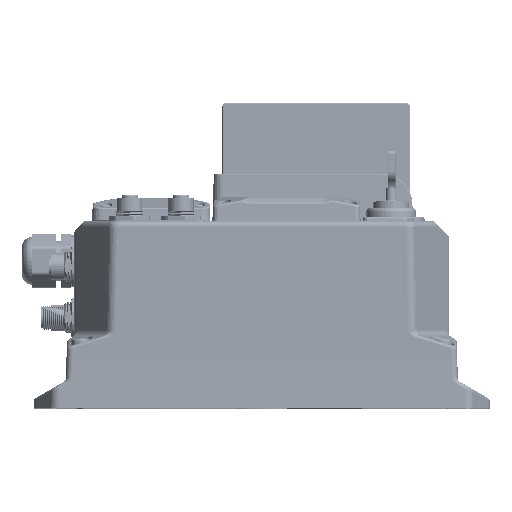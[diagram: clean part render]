
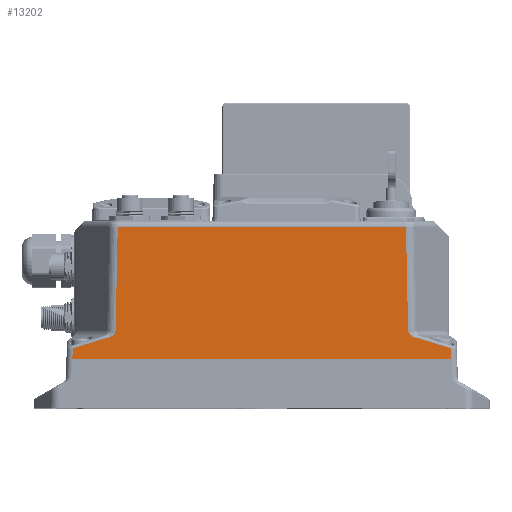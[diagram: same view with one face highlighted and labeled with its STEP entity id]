
A CAD part, top view. The second image highlights one B-rep face of the part: STEP entity #13202.
In plain terms, the highlighted planar face has unit normal (0, 0, 1).
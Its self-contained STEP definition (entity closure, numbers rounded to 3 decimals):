
#893=CARTESIAN_POINT('',(25.924,14.551,-699.996));
#894=CARTESIAN_POINT('',(25.932,14.319,-699.996));
#895=CARTESIAN_POINT('',(25.847,13.819,-699.996));
#896=CARTESIAN_POINT('',(25.463,12.936,-699.996));
#897=CARTESIAN_POINT('',(24.687,12.005,-699.996));
#898=CARTESIAN_POINT('',(23.556,11.224,-699.996));
#899=CARTESIAN_POINT('',(22.362,10.824,-699.996));
#900=CARTESIAN_POINT('',(21.335,10.651,-699.996));
#901=CARTESIAN_POINT('',(20.758,10.515,-699.996));
#902=CARTESIAN_POINT('',(20.497,10.456,-699.996));
#904=CARTESIAN_POINT('',(20.497,10.456,-699.996));
#917=CARTESIAN_POINT('',(26.992,67.,-699.996));
#934=DIRECTION('',(-1.,0.,0.));
#935=VECTOR('',#934,146.016);
#936=CARTESIAN_POINT('',(173.008,67.,-699.996));
#937=LINE('',#936,#935);
#1470=DIRECTION('',(0.02,-1.,0.));
#1471=VECTOR('',#1470,52.46);
#1472=CARTESIAN_POINT('',(173.008,67.,-699.996));
#1473=LINE('',#1472,#1471);
#1474=CARTESIAN_POINT('',(174.076,14.551,-699.996));
#1475=CARTESIAN_POINT('',(174.054,14.421,-699.996));
#1476=CARTESIAN_POINT('',(174.085,14.097,-699.996));
#1477=CARTESIAN_POINT('',(174.31,13.404,-699.996));
#1478=CARTESIAN_POINT('',(174.849,12.541,-699.996));
#1479=CARTESIAN_POINT('',(175.405,11.957,-699.996));
#1480=CARTESIAN_POINT('',(176.185,11.407,-699.996));
#1481=CARTESIAN_POINT('',(177.145,10.943,-699.996));
#1482=CARTESIAN_POINT('',(178.46,10.681,-699.996));
#1483=CARTESIAN_POINT('',(179.158,10.525,-699.996));
#1484=CARTESIAN_POINT('',(179.497,10.462,-699.996));
#1486=DIRECTION('',(0.955,-0.298,0.));
#1487=VECTOR('',#1486,17.088);
#1488=CARTESIAN_POINT('',(179.497,10.462,-699.996));
#1489=LINE('',#1488,#1487);
#1490=DIRECTION('',(0.035,-0.999,0.));
#1491=VECTOR('',#1490,5.378);
#1492=CARTESIAN_POINT('',(195.81,5.374,-699.996));
#1493=LINE('',#1492,#1491);
#1494=DIRECTION('',(-1.,0.,0.));
#1495=VECTOR('',#1494,191.996);
#1496=CARTESIAN_POINT('',(195.998,0.,
-699.996));
#1497=LINE('',#1496,#1495);
#1498=DIRECTION('',(0.035,0.999,0.));
#1499=VECTOR('',#1498,5.378);
#1500=CARTESIAN_POINT('',(4.002,0.,
-699.996));
#1501=LINE('',#1500,#1499);
#1502=DIRECTION('',(0.955,0.297,0.));
#1503=VECTOR('',#1502,17.081);
#1504=CARTESIAN_POINT('',(4.19,5.374,-699.996));
#1505=LINE('',#1504,#1503);
#1506=DIRECTION('',(0.02,1.,0.));
#1507=VECTOR('',#1506,52.46);
#1508=CARTESIAN_POINT('',(25.924,14.551,-699.996));
#1509=LINE('',#1508,#1507);
#1674=CARTESIAN_POINT('',(4.002,0.,
-699.996));
#2349=CARTESIAN_POINT('',(195.81,5.374,-699.996));
#8522=VERTEX_POINT('',#904);
#8524=CARTESIAN_POINT('',(4.19,5.374,-699.996));
#8525=VERTEX_POINT('',#8524);
#8529=CARTESIAN_POINT('',(25.924,14.551,-699.996));
#8531=VERTEX_POINT('',#8529);
#8534=VERTEX_POINT('',#917);
#8565=VERTEX_POINT('',#1674);
#8566=CARTESIAN_POINT('',(195.998,0.,
-699.996));
#8567=VERTEX_POINT('',#8566);
#10098=VERTEX_POINT('',#2349);
#10099=CARTESIAN_POINT('',(173.008,67.,
-699.996));
#10100=CARTESIAN_POINT('',(174.076,14.551,
-699.996));
#10101=VERTEX_POINT('',#10099);
#10102=VERTEX_POINT('',#10100);
#10103=VERTEX_POINT('',#1484);
#13179=CARTESIAN_POINT('',(200.,0.,-699.996));
#13180=DIRECTION('',(0.,0.,1.));
#13181=DIRECTION('',(-1.,0.,0.));
#13182=AXIS2_PLACEMENT_3D('',#13179,#13180,#13181);
#13183=PLANE('',#13182);
#13185=ORIENTED_EDGE('',*,*,#13184,.T.);
#13187=ORIENTED_EDGE('',*,*,#13186,.T.);
#13189=ORIENTED_EDGE('',*,*,#13188,.T.);
#13191=ORIENTED_EDGE('',*,*,#13190,.T.);
#13193=ORIENTED_EDGE('',*,*,#13192,.T.);
#13195=ORIENTED_EDGE('',*,*,#13194,.T.);
#13196=ORIENTED_EDGE('',*,*,#13164,.T.);
#13197=ORIENTED_EDGE('',*,*,#11871,.F.);
#13198=ORIENTED_EDGE('',*,*,#11895,.T.);
#13199=ORIENTED_EDGE('',*,*,#11948,.F.);
#13200=EDGE_LOOP('',(#13185,#13187,#13189,#13191,#13193,#13195,#13196,#13197,
#13198,#13199));
#13201=FACE_OUTER_BOUND('',#13200,.F.);
#903=B_SPLINE_CURVE_WITH_KNOTS('',3,(#893,#894,#895,#896,#897,#898,#899,#900,
#901,#902),.UNSPECIFIED.,.F.,.F.,(4,1,1,1,1,1,1,4),(0.,0.143,
0.286,0.429,0.571,0.714,
0.857,1.),.UNSPECIFIED.);
#1485=B_SPLINE_CURVE_WITH_KNOTS('',3,(#1474,#1475,#1476,#1477,#1478,#1479,#1480,
#1481,#1482,#1483,#1484),.UNSPECIFIED.,.F.,.F.,(4,1,1,1,1,1,1,1,4),(0.,
0.125,0.25,0.375,0.5,0.625,0.75,0.875,1.),.UNSPECIFIED.);
#11871=EDGE_CURVE('',#8531,#8522,#903,.T.);
#11895=EDGE_CURVE('',#8531,#8534,#1509,.T.);
#11948=EDGE_CURVE('',#10101,#8534,#937,.T.);
#13164=EDGE_CURVE('',#8525,#8522,#1505,.T.);
#13184=EDGE_CURVE('',#10101,#10102,#1473,.T.);
#13186=EDGE_CURVE('',#10102,#10103,#1485,.T.);
#13188=EDGE_CURVE('',#10103,#10098,#1489,.T.);
#13190=EDGE_CURVE('',#10098,#8567,#1493,.T.);
#13192=EDGE_CURVE('',#8567,#8565,#1497,.T.);
#13194=EDGE_CURVE('',#8565,#8525,#1501,.T.);
#13202=ADVANCED_FACE('',(#13201),#13183,.T.);
